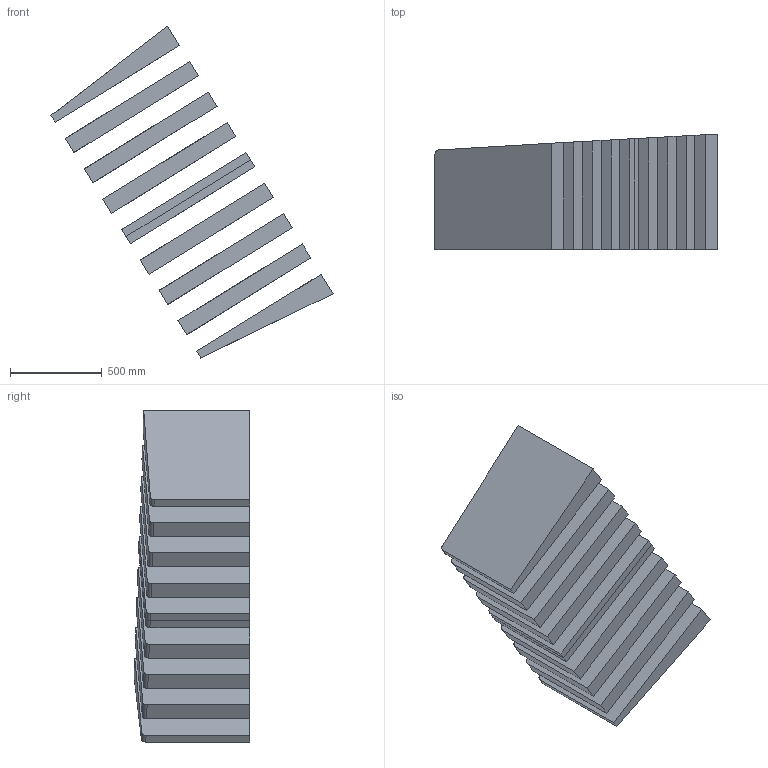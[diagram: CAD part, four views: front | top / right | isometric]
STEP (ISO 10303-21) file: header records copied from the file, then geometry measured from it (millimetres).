
FILE_DESCRIPTION(('FreeCAD Model'),'2;1');
FILE_NAME('detailed_HCPB/step/neutron_multiplier_sample_envelope_1.step' ,'2018-04-18T15:09:21',('FreeCAD'),('FreeCAD'), 'Open CASCADE STEP processor 7.2','FreeCAD','Unknown');
FILE_SCHEMA(('AUTOMOTIVE_DESIGN_CC2 { 1 2 10303 214 -1 1 5 4 }'));
Length unit declared in the file: millimetre
Products named in the file (11): Open CASCADE STEP translator 7.2 2; Open CASCADE STEP translator 7.2 2.1; Open CASCADE STEP translator 7.2 2.2; Open CASCADE STEP translator 7.2 2.3; Open CASCADE STEP translator 7.2 2.4; Open CASCADE STEP translator 7.2 2.5; Open CASCADE STEP translator 7.2 2.6; Open CASCADE STEP translator 7.2 2.7; Open CASCADE STEP translator 7.2 2.8; Open CASCADE STEP translator 7.2 2.9; Open CASCADE STEP translator 7.2 2.10
Assembly tree (10 placements, depth 2):
  Open CASCADE STEP translator 7.2 2
    Open CASCADE STEP translator 7.2 2.1
    Open CASCADE STEP translator 7.2 2.2
    Open CASCADE STEP translator 7.2 2.3
    Open CASCADE STEP translator 7.2 2.4
    Open CASCADE STEP translator 7.2 2.5
    Open CASCADE STEP translator 7.2 2.6
    Open CASCADE STEP translator 7.2 2.7
    Open CASCADE STEP translator 7.2 2.8
    Open CASCADE STEP translator 7.2 2.9
    Open CASCADE STEP translator 7.2 2.10
Bounding box: 1539.8 x 632.3 x 1812.61 mm (x, y, z)
Volume: 373503618.3 mm3; surface area: 11565110.5 mm2
Topology: 10 solids, 10 shells, 70 faces, 150 edges, 100 vertices
Faces by surface type: plane 60, cylinder 10
Entity records: 3897 total; most frequent: CARTESIAN_POINT 1010, DIRECTION 393, ORIENTED_EDGE 300, PCURVE 300, DEFINITIONAL_REPRESENTATION 300, B_SPLINE_CURVE_WITH_KNOTS 239, LINE 171, VECTOR 171
